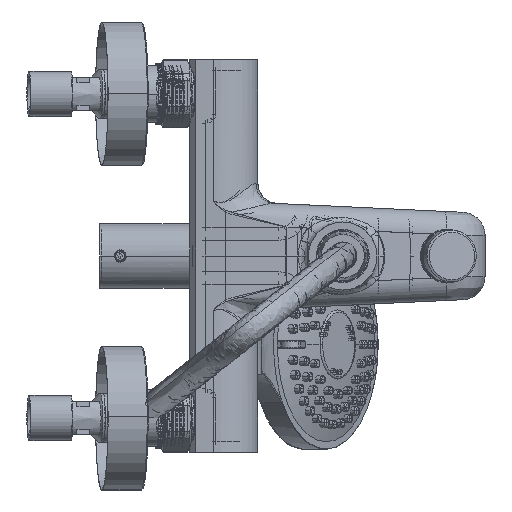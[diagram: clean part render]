
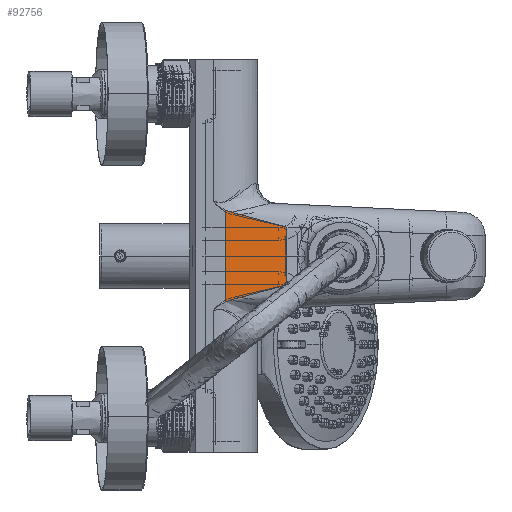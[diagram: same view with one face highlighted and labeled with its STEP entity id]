
A CAD part, front view. The second image highlights one B-rep face of the part: STEP entity #92756.
In plain terms, the highlighted cylindrical face has radius 200.75 mm (diameter 401.5 mm), a partial arc.
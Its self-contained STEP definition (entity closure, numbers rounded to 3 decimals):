
#242 = LINE ( 'NONE', #17950, #79277 ) ;
#4491 = CARTESIAN_POINT ( 'NONE',  ( 10.613, -30.598, 15.839 ) ) ;
#4827 = CARTESIAN_POINT ( 'NONE',  ( -3.739, -31.45, 19.677 ) ) ;
#4978 = CARTESIAN_POINT ( 'NONE',  ( 19.337, -29.482, -13.39 ) ) ;
#8604 = CARTESIAN_POINT ( 'NONE',  ( -6.58, -31.485, -20.386 ) ) ;
#10875 = CARTESIAN_POINT ( 'NONE',  ( -9.053, -31.5, 21.217 ) ) ;
#11362 = ORIENTED_EDGE ( 'NONE', *, *, #82325, .T. ) ;
#12018 = CARTESIAN_POINT ( 'NONE',  ( -6.58, -31.485, -20.386 ) ) ;
#12509 = CARTESIAN_POINT ( 'NONE',  ( -6.581, -31.485, 20.386 ) ) ;
#12841 = CARTESIAN_POINT ( 'NONE',  ( -8.797, -31.5, 21.106 ) ) ;
#13114 = CARTESIAN_POINT ( 'NONE',  ( 19.337, -29.482, -13.39 ) ) ;
#13614 = ORIENTED_EDGE ( 'NONE', *, *, #70599, .T. ) ;
#16388 = FACE_OUTER_BOUND ( 'NONE', #78660, .T. ) ;
#16990 = CARTESIAN_POINT ( 'NONE',  ( -9.053, 169.25, 90. ) ) ;
#17933 = ORIENTED_EDGE ( 'NONE', *, *, #72968, .T. ) ;
#17950 = CARTESIAN_POINT ( 'NONE',  ( -9.053, -31.5, 21.217 ) ) ;
#18067 = B_SPLINE_CURVE_WITH_KNOTS ( 'NONE', 3,
 ( #21545, #12841, #74087, #43636, #97055, #23509 ),
 .UNSPECIFIED., .F., .F.,
 ( 4, 1, 1, 4 ),
 ( 0., 0.333, 0.667, 1. ),
 .UNSPECIFIED. ) ;
#21545 = CARTESIAN_POINT ( 'NONE',  ( -9.053, -31.5, 21.217 ) ) ;
#23509 = CARTESIAN_POINT ( 'NONE',  ( -6.581, -31.485, 20.386 ) ) ;
#24685 = B_SPLINE_CURVE_WITH_KNOTS ( 'NONE', 3,
 ( #8604, #31088, #85892, #54444, #84574, #39105 ),
 .UNSPECIFIED., .F., .F.,
 ( 4, 1, 1, 4 ),
 ( 0., 0.333, 0.667, 1. ),
 .UNSPECIFIED. ) ;
#24920 = ORIENTED_EDGE ( 'NONE', *, *, #79516, .F. ) ;
#25330 = DIRECTION ( 'NONE',  ( 0., 0., -1. ) ) ;
#25951 = VERTEX_POINT ( 'NONE', #12018 ) ;
#27873 = DIRECTION ( 'NONE',  ( 0., 0., 1. ) ) ;
#28143 = ORIENTED_EDGE ( 'NONE', *, *, #86234, .T. ) ;
#30028 = VERTEX_POINT ( 'NONE', #4978 ) ;
#30311 = CARTESIAN_POINT ( 'NONE',  ( 16.425, -29.898, -14.21 ) ) ;
#31088 = CARTESIAN_POINT ( 'NONE',  ( -6.873, -31.488, -20.459 ) ) ;
#35605 = CYLINDRICAL_SURFACE ( 'NONE', #40884, 200.75 ) ;
#38327 = CARTESIAN_POINT ( 'NONE',  ( -6.58, -31.485, -20.386 ) ) ;
#39105 = CARTESIAN_POINT ( 'NONE',  ( -9.053, -31.5, -21.217 ) ) ;
#40884 = AXIS2_PLACEMENT_3D ( 'NONE', #16990, #77582, #54150 ) ;
#41630 = CARTESIAN_POINT ( 'NONE',  ( 19.337, -29.482, 13.39 ) ) ;
#43636 = CARTESIAN_POINT ( 'NONE',  ( -7.446, -31.494, 20.618 ) ) ;
#45286 = VERTEX_POINT ( 'NONE', #41630 ) ;
#45693 = CARTESIAN_POINT ( 'NONE',  ( -3.734, -31.45, -19.676 ) ) ;
#47778 = B_SPLINE_CURVE_WITH_KNOTS ( 'NONE', 3,
 ( #38327, #45693, #62019, #91463, #30311, #76762 ),
 .UNSPECIFIED., .F., .F.,
 ( 4, 1, 1, 4 ),
 ( 0., 0.333, 0.667, 1. ),
 .UNSPECIFIED. ) ;
#50660 = CARTESIAN_POINT ( 'NONE',  ( 16.422, -29.899, 14.211 ) ) ;
#54150 = DIRECTION ( 'NONE',  ( -1., 0., 0. ) ) ;
#54444 = CARTESIAN_POINT ( 'NONE',  ( -8.272, -31.499, -20.896 ) ) ;
#58297 = VERTEX_POINT ( 'NONE', #10875 ) ;
#58773 = ORIENTED_EDGE ( 'NONE', *, *, #87847, .F. ) ;
#62019 = CARTESIAN_POINT ( 'NONE',  ( 1.982, -31.258, -18.194 ) ) ;
#64784 = CARTESIAN_POINT ( 'NONE',  ( -9.053, -31.5, -21.217 ) ) ;
#65961 = LINE ( 'NONE', #13114, #70776 ) ;
#66347 = VERTEX_POINT ( 'NONE', #85566 ) ;
#70599 = EDGE_CURVE ( 'NONE', #58297, #71589, #242, .T. ) ;
#70776 = VECTOR ( 'NONE', #27873, 1000. ) ;
#71589 = VERTEX_POINT ( 'NONE', #64784 ) ;
#72968 = EDGE_CURVE ( 'NONE', #30028, #45286, #65961, .T. ) ;
#74087 = CARTESIAN_POINT ( 'NONE',  ( -8.272, -31.499, 20.896 ) ) ;
#74106 = CARTESIAN_POINT ( 'NONE',  ( 19.337, -29.482, 13.39 ) ) ;
#76762 = CARTESIAN_POINT ( 'NONE',  ( 19.337, -29.482, -13.39 ) ) ;
#77582 = DIRECTION ( 'NONE',  ( 0., 0., -1. ) ) ;
#78660 = EDGE_LOOP ( 'NONE', ( #17933, #11362, #24920, #13614, #58773, #28143 ) ) ;
#79277 = VECTOR ( 'NONE', #25330, 1000. ) ;
#79516 = EDGE_CURVE ( 'NONE', #58297, #66347, #18067, .T. ) ;
#82325 = EDGE_CURVE ( 'NONE', #45286, #66347, #84249, .T. ) ;
#84249 = B_SPLINE_CURVE_WITH_KNOTS ( 'NONE', 3,
 ( #74106, #50660, #4491, #88770, #4827, #12509 ),
 .UNSPECIFIED., .F., .F.,
 ( 4, 1, 1, 4 ),
 ( 0., 0.333, 0.667, 1. ),
 .UNSPECIFIED. ) ;
#84574 = CARTESIAN_POINT ( 'NONE',  ( -8.797, -31.5, -21.106 ) ) ;
#85566 = CARTESIAN_POINT ( 'NONE',  ( -6.581, -31.485, 20.386 ) ) ;
#85892 = CARTESIAN_POINT ( 'NONE',  ( -7.446, -31.494, -20.618 ) ) ;
#86234 = EDGE_CURVE ( 'NONE', #25951, #30028, #47778, .T. ) ;
#87847 = EDGE_CURVE ( 'NONE', #25951, #71589, #24685, .T. ) ;
#88770 = CARTESIAN_POINT ( 'NONE',  ( 1.971, -31.259, 18.196 ) ) ;
#91463 = CARTESIAN_POINT ( 'NONE',  ( 10.622, -30.597, -15.837 ) ) ;
#92756 = ADVANCED_FACE ( 'NONE', ( #16388 ), #35605, .T. ) ;
#97055 = CARTESIAN_POINT ( 'NONE',  ( -6.873, -31.488, 20.459 ) ) ;
